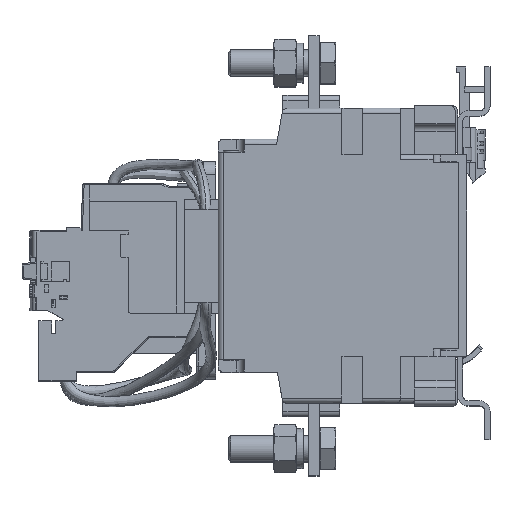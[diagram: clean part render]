
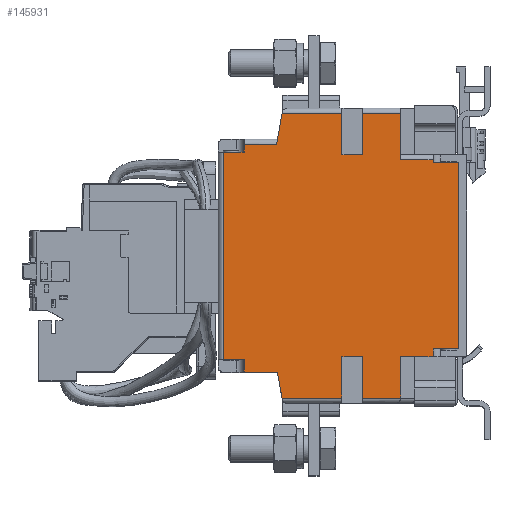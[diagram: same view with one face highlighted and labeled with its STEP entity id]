
A CAD part, top view. The second image highlights one B-rep face of the part: STEP entity #145931.
In plain terms, the highlighted planar face has unit normal (0, 0, 1).
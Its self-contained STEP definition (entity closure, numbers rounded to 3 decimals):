
#36887=DIRECTION('',(1.,0.,0.));
#36888=VECTOR('',#36887,12.5);
#36889=CARTESIAN_POINT('',(177.482,23.,0.));
#36890=LINE('',#36889,#36888);
#45834=DIRECTION('',(-1.,0.,0.));
#45835=VECTOR('',#45834,8.);
#45836=CARTESIAN_POINT('',(116.982,102.,0.));
#45837=LINE('',#45836,#45835);
#45852=DIRECTION('',(0.,-1.,0.));
#45853=VECTOR('',#45852,80.);
#45854=CARTESIAN_POINT('',(108.982,102.,0.));
#45855=LINE('',#45854,#45853);
#45856=DIRECTION('',(0.174,0.985,0.));
#45857=VECTOR('',#45856,12.185);
#45858=CARTESIAN_POINT('',(129.513,105.,0.));
#45859=LINE('',#45858,#45857);
#45860=DIRECTION('',(1.,0.,0.));
#45861=VECTOR('',#45860,8.);
#45862=CARTESIAN_POINT('',(154.782,101.,0.));
#45863=LINE('',#45862,#45861);
#45864=DIRECTION('',(0.,1.,0.));
#45865=VECTOR('',#45864,16.);
#45866=CARTESIAN_POINT('',(162.782,101.,0.));
#45867=LINE('',#45866,#45865);
#45868=DIRECTION('',(0.,-1.,0.));
#45869=VECTOR('',#45868,18.);
#45870=CARTESIAN_POINT('',(177.482,117.,0.));
#45871=LINE('',#45870,#45869);
#45872=DIRECTION('',(0.,-1.,0.));
#45873=VECTOR('',#45872,1.);
#45874=CARTESIAN_POINT('',(189.982,99.,0.));
#45875=LINE('',#45874,#45873);
#45876=DIRECTION('',(1.,0.,0.));
#45877=VECTOR('',#45876,10.);
#45878=CARTESIAN_POINT('',(189.982,98.,0.));
#45879=LINE('',#45878,#45877);
#45880=DIRECTION('',(0.,-1.,0.));
#45881=VECTOR('',#45880,16.);
#45882=CARTESIAN_POINT('',(177.482,23.,0.));
#45883=LINE('',#45882,#45881);
#45884=DIRECTION('',(0.,-1.,0.));
#45885=VECTOR('',#45884,16.);
#45886=CARTESIAN_POINT('',(154.782,23.,0.));
#45887=LINE('',#45886,#45885);
#45888=DIRECTION('',(-0.174,0.985,0.));
#45889=VECTOR('',#45888,10.154);
#45890=CARTESIAN_POINT('',(131.629,7.,0.));
#45891=LINE('',#45890,#45889);
#45892=DIRECTION('',(-1.,0.,0.));
#45893=VECTOR('',#45892,12.884);
#45894=CARTESIAN_POINT('',(129.866,17.,0.));
#45895=LINE('',#45894,#45893);
#45896=DIRECTION('',(0.,1.,0.));
#45897=VECTOR('',#45896,5.);
#45898=CARTESIAN_POINT('',(116.982,17.,0.));
#45899=LINE('',#45898,#45897);
#45900=DIRECTION('',(-1.,0.,0.));
#45901=VECTOR('',#45900,8.);
#45902=CARTESIAN_POINT('',(116.982,22.,0.));
#45903=LINE('',#45902,#45901);
#45909=DIRECTION('',(0.,-1.,0.));
#45910=VECTOR('',#45909,3.);
#45911=CARTESIAN_POINT('',(116.982,105.,0.));
#45912=LINE('',#45911,#45910);
#45931=DIRECTION('',(-1.,0.,0.));
#45932=VECTOR('',#45931,12.531);
#45933=CARTESIAN_POINT('',(129.513,105.,0.));
#45934=LINE('',#45933,#45932);
#48143=DIRECTION('',(-1.,0.,0.));
#48144=VECTOR('',#48143,12.5);
#48145=CARTESIAN_POINT('',(189.982,99.,0.));
#48146=LINE('',#48145,#48144);
#48187=DIRECTION('',(0.,1.,0.));
#48188=VECTOR('',#48187,72.);
#48189=CARTESIAN_POINT('',(199.982,26.,0.));
#48190=LINE('',#48189,#48188);
#48228=DIRECTION('',(1.,0.,0.));
#48229=VECTOR('',#48228,10.);
#48230=CARTESIAN_POINT('',(189.982,26.,0.));
#48231=LINE('',#48230,#48229);
#48246=DIRECTION('',(0.,1.,0.));
#48247=VECTOR('',#48246,3.);
#48248=CARTESIAN_POINT('',(189.982,23.,0.));
#48249=LINE('',#48248,#48247);
#48290=DIRECTION('',(-1.,0.,0.));
#48291=VECTOR('',#48290,14.7);
#48292=CARTESIAN_POINT('',(177.482,117.,0.));
#48293=LINE('',#48292,#48291);
#48324=DIRECTION('',(0.,1.,0.));
#48325=VECTOR('',#48324,16.);
#48326=CARTESIAN_POINT('',(154.782,101.,0.));
#48327=LINE('',#48326,#48325);
#48328=DIRECTION('',(-1.,0.,0.));
#48329=VECTOR('',#48328,23.153);
#48330=CARTESIAN_POINT('',(154.782,117.,0.));
#48331=LINE('',#48330,#48329);
#56275=DIRECTION('',(1.,0.,0.));
#56276=VECTOR('',#56275,14.7);
#56277=CARTESIAN_POINT('',(162.782,7.,0.));
#56278=LINE('',#56277,#56276);
#56288=DIRECTION('',(0.,-1.,0.));
#56289=VECTOR('',#56288,16.);
#56290=CARTESIAN_POINT('',(162.782,23.,0.));
#56291=LINE('',#56290,#56289);
#56317=DIRECTION('',(1.,0.,0.));
#56318=VECTOR('',#56317,23.153);
#56319=CARTESIAN_POINT('',(131.629,7.,0.));
#56320=LINE('',#56319,#56318);
#56522=DIRECTION('',(1.,0.,0.));
#56523=VECTOR('',#56522,8.);
#56524=CARTESIAN_POINT('',(154.782,23.,0.));
#56525=LINE('',#56524,#56523);
#65878=CARTESIAN_POINT('',(108.982,22.,0.));
#65879=VERTEX_POINT('',#65878);
#65880=CARTESIAN_POINT('',(116.982,22.,0.));
#65881=VERTEX_POINT('',#65880);
#65896=CARTESIAN_POINT('',(116.982,17.,0.));
#65897=VERTEX_POINT('',#65896);
#65898=CARTESIAN_POINT('',(162.782,7.,0.));
#65899=CARTESIAN_POINT('',(177.482,7.,0.));
#65900=VERTEX_POINT('',#65898);
#65901=VERTEX_POINT('',#65899);
#65902=CARTESIAN_POINT('',(162.782,23.,0.));
#65903=VERTEX_POINT('',#65902);
#65904=CARTESIAN_POINT('',(154.782,23.,0.));
#65905=VERTEX_POINT('',#65904);
#65906=CARTESIAN_POINT('',(154.782,7.,0.));
#65907=VERTEX_POINT('',#65906);
#65908=CARTESIAN_POINT('',(131.629,7.,0.));
#65909=VERTEX_POINT('',#65908);
#65910=CARTESIAN_POINT('',(129.866,17.,0.));
#65911=VERTEX_POINT('',#65910);
#65912=CARTESIAN_POINT('',(189.982,26.,0.));
#65913=CARTESIAN_POINT('',(199.982,26.,0.));
#65914=VERTEX_POINT('',#65912);
#65915=VERTEX_POINT('',#65913);
#65916=CARTESIAN_POINT('',(189.982,23.,0.));
#65917=VERTEX_POINT('',#65916);
#65918=CARTESIAN_POINT('',(177.482,23.,0.));
#65919=VERTEX_POINT('',#65918);
#66547=CARTESIAN_POINT('',(189.982,99.,0.));
#66548=CARTESIAN_POINT('',(177.482,99.,0.));
#66549=VERTEX_POINT('',#66547);
#66550=VERTEX_POINT('',#66548);
#66551=CARTESIAN_POINT('',(189.982,98.,0.));
#66552=VERTEX_POINT('',#66551);
#66553=CARTESIAN_POINT('',(199.982,98.,0.));
#66554=VERTEX_POINT('',#66553);
#66555=CARTESIAN_POINT('',(116.982,102.,0.));
#66556=CARTESIAN_POINT('',(108.982,102.,0.));
#66557=VERTEX_POINT('',#66555);
#66558=VERTEX_POINT('',#66556);
#66559=CARTESIAN_POINT('',(116.982,105.,0.));
#66560=VERTEX_POINT('',#66559);
#66561=CARTESIAN_POINT('',(129.513,105.,0.));
#66562=VERTEX_POINT('',#66561);
#66563=CARTESIAN_POINT('',(131.629,117.,0.));
#66564=VERTEX_POINT('',#66563);
#66565=CARTESIAN_POINT('',(154.782,117.,0.));
#66566=VERTEX_POINT('',#66565);
#66567=CARTESIAN_POINT('',(154.782,101.,0.));
#66568=VERTEX_POINT('',#66567);
#66569=CARTESIAN_POINT('',(162.782,101.,0.));
#66570=VERTEX_POINT('',#66569);
#66571=CARTESIAN_POINT('',(162.782,117.,0.));
#66572=VERTEX_POINT('',#66571);
#66573=CARTESIAN_POINT('',(177.482,117.,0.));
#66574=VERTEX_POINT('',#66573);
#145872=CARTESIAN_POINT('',(106.982,5.,0.));
#145873=DIRECTION('',(0.,0.,1.));
#145874=DIRECTION('',(1.,0.,0.));
#145875=AXIS2_PLACEMENT_3D('',#145872,#145873,#145874);
#145876=PLANE('',#145875);
#145877=ORIENTED_EDGE('',*,*,#145865,.F.);
#145878=ORIENTED_EDGE('',*,*,#145847,.F.);
#145880=ORIENTED_EDGE('',*,*,#145879,.F.);
#145882=ORIENTED_EDGE('',*,*,#145881,.F.);
#145884=ORIENTED_EDGE('',*,*,#145883,.T.);
#145886=ORIENTED_EDGE('',*,*,#145885,.F.);
#145888=ORIENTED_EDGE('',*,*,#145887,.F.);
#145890=ORIENTED_EDGE('',*,*,#145889,.T.);
#145892=ORIENTED_EDGE('',*,*,#145891,.T.);
#145894=ORIENTED_EDGE('',*,*,#145893,.F.);
#145896=ORIENTED_EDGE('',*,*,#145895,.T.);
#145898=ORIENTED_EDGE('',*,*,#145897,.F.);
#145900=ORIENTED_EDGE('',*,*,#145899,.T.);
#145902=ORIENTED_EDGE('',*,*,#145901,.T.);
#145904=ORIENTED_EDGE('',*,*,#145903,.F.);
#145906=ORIENTED_EDGE('',*,*,#145905,.F.);
#145908=ORIENTED_EDGE('',*,*,#145907,.F.);
#145909=ORIENTED_EDGE('',*,*,#130485,.F.);
#145911=ORIENTED_EDGE('',*,*,#145910,.T.);
#145913=ORIENTED_EDGE('',*,*,#145912,.F.);
#145915=ORIENTED_EDGE('',*,*,#145914,.F.);
#145917=ORIENTED_EDGE('',*,*,#145916,.F.);
#145919=ORIENTED_EDGE('',*,*,#145918,.T.);
#145921=ORIENTED_EDGE('',*,*,#145920,.F.);
#145922=ORIENTED_EDGE('',*,*,#130895,.T.);
#145924=ORIENTED_EDGE('',*,*,#145923,.T.);
#145926=ORIENTED_EDGE('',*,*,#145925,.T.);
#145928=ORIENTED_EDGE('',*,*,#145927,.T.);
#145929=EDGE_LOOP('',(#145877,#145878,#145880,#145882,#145884,#145886,#145888,
#145890,#145892,#145894,#145896,#145898,#145900,#145902,#145904,#145906,#145908,
#145909,#145911,#145913,#145915,#145917,#145919,#145921,#145922,#145924,#145926,
#145928));
#145930=FACE_OUTER_BOUND('',#145929,.F.);
#145931=ADVANCED_FACE('',(#145930),#145876,.T.);
#130485=EDGE_CURVE('',#65919,#65917,#36890,.T.);
#130895=EDGE_CURVE('',#65909,#65911,#45891,.T.);
#145847=EDGE_CURVE('',#66557,#66558,#45837,.T.);
#145865=EDGE_CURVE('',#66558,#65879,#45855,.T.);
#145879=EDGE_CURVE('',#66560,#66557,#45912,.T.);
#145881=EDGE_CURVE('',#66562,#66560,#45934,.T.);
#145883=EDGE_CURVE('',#66562,#66564,#45859,.T.);
#145885=EDGE_CURVE('',#66566,#66564,#48331,.T.);
#145887=EDGE_CURVE('',#66568,#66566,#48327,.T.);
#145889=EDGE_CURVE('',#66568,#66570,#45863,.T.);
#145891=EDGE_CURVE('',#66570,#66572,#45867,.T.);
#145893=EDGE_CURVE('',#66574,#66572,#48293,.T.);
#145895=EDGE_CURVE('',#66574,#66550,#45871,.T.);
#145897=EDGE_CURVE('',#66549,#66550,#48146,.T.);
#145899=EDGE_CURVE('',#66549,#66552,#45875,.T.);
#145901=EDGE_CURVE('',#66552,#66554,#45879,.T.);
#145903=EDGE_CURVE('',#65915,#66554,#48190,.T.);
#145905=EDGE_CURVE('',#65914,#65915,#48231,.T.);
#145907=EDGE_CURVE('',#65917,#65914,#48249,.T.);
#145910=EDGE_CURVE('',#65919,#65901,#45883,.T.);
#145912=EDGE_CURVE('',#65900,#65901,#56278,.T.);
#145914=EDGE_CURVE('',#65903,#65900,#56291,.T.);
#145916=EDGE_CURVE('',#65905,#65903,#56525,.T.);
#145918=EDGE_CURVE('',#65905,#65907,#45887,.T.);
#145920=EDGE_CURVE('',#65909,#65907,#56320,.T.);
#145923=EDGE_CURVE('',#65911,#65897,#45895,.T.);
#145925=EDGE_CURVE('',#65897,#65881,#45899,.T.);
#145927=EDGE_CURVE('',#65881,#65879,#45903,.T.);
